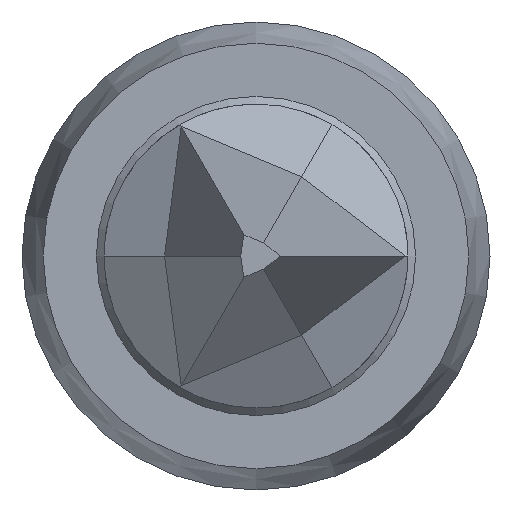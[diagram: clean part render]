
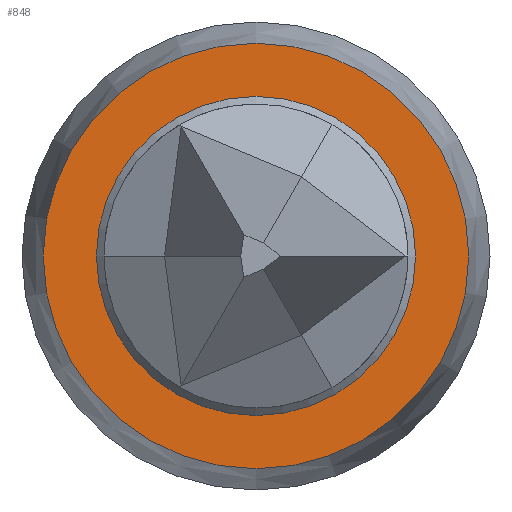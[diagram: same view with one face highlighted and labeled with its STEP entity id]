
A CAD part, left-side view. The second image highlights one B-rep face of the part: STEP entity #848.
In plain terms, the highlighted planar face has unit normal (-1, 0, 0).
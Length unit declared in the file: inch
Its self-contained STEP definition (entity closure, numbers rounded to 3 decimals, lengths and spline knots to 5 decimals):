
#61 = FACE_BOUND ( 'NONE', #228, .T. ) ;
#228 = EDGE_LOOP ( 'NONE', ( #275 ) ) ;
#247 = CIRCLE ( 'NONE', #815, 0.0105 ) ;
#275 = ORIENTED_EDGE ( 'NONE', *, *, #685, .F. ) ;
#303 = DIRECTION ( 'NONE',  ( 1., 0., 0. ) ) ;
#308 = CARTESIAN_POINT ( 'NONE',  ( 0., 0., 0.0105 ) ) ;
#339 = CARTESIAN_POINT ( 'NONE',  ( 0., 0.014, 0. ) ) ;
#429 = EDGE_CURVE ( 'NONE', #820, #820, #487, .T. ) ;
#487 = CIRCLE ( 'NONE', #1042, 0.014 ) ;
#488 = DIRECTION ( 'NONE',  ( -1., 0., 0. ) ) ;
#494 = CARTESIAN_POINT ( 'NONE',  ( 0., 0., 0. ) ) ;
#529 = AXIS2_PLACEMENT_3D ( 'NONE', #339, #660, #587 ) ;
#545 = ORIENTED_EDGE ( 'NONE', *, *, #429, .F. ) ;
#549 = CARTESIAN_POINT ( 'NONE',  ( 0., 0., -0.014 ) ) ;
#587 = DIRECTION ( 'NONE',  ( 0., 0., 1. ) ) ;
#611 = DIRECTION ( 'NONE',  ( 0., 0., -1. ) ) ;
#660 = DIRECTION ( 'NONE',  ( -1., 0., 0. ) ) ;
#685 = EDGE_CURVE ( 'NONE', #767, #767, #247, .T. ) ;
#694 = CARTESIAN_POINT ( 'NONE',  ( 0., 0., 0. ) ) ;
#767 = VERTEX_POINT ( 'NONE', #308 ) ;
#769 = FACE_OUTER_BOUND ( 'NONE', #991, .T. ) ;
#815 = AXIS2_PLACEMENT_3D ( 'NONE', #494, #488, #899 ) ;
#820 = VERTEX_POINT ( 'NONE', #549 ) ;
#848 = ADVANCED_FACE ( 'NONE', ( #61, #769 ), #1004, .T. ) ;
#899 = DIRECTION ( 'NONE',  ( 0., 0., 1. ) ) ;
#991 = EDGE_LOOP ( 'NONE', ( #545 ) ) ;
#1004 = PLANE ( 'NONE',  #529 ) ;
#1042 = AXIS2_PLACEMENT_3D ( 'NONE', #694, #303, #611 ) ;
